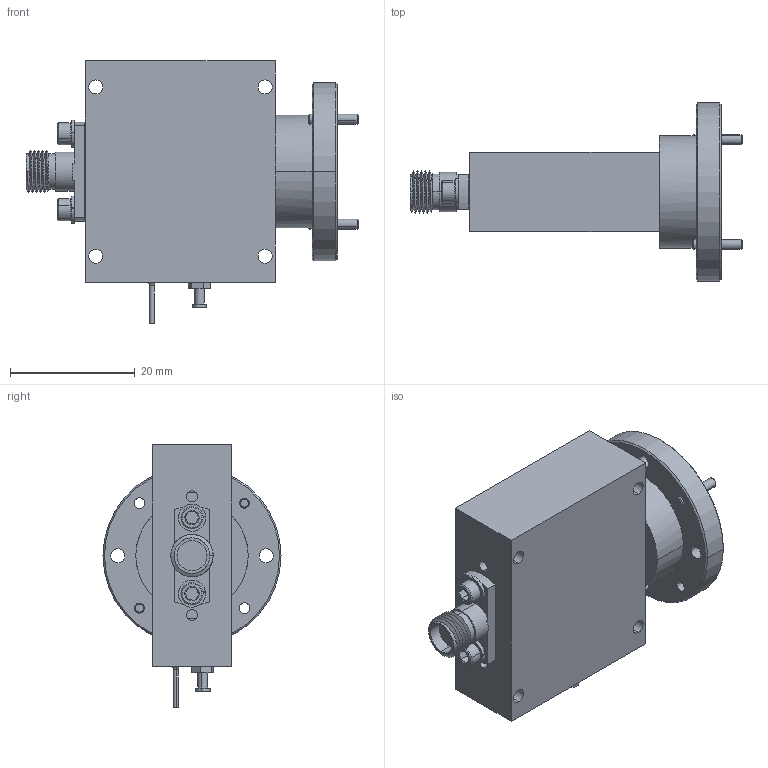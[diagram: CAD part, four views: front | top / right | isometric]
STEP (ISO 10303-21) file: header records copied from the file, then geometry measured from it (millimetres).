
FILE_DESCRIPTION (( 'STEP AP214' ), '1' );
FILE_NAME ('FA-SU-2CW-A, DF.STEP', '2026-01-07T23:25:12', ( '' ), ( '' ), 'SwSTEP 2.0', 'SolidWorks 2021', '' );
FILE_SCHEMA (( 'AUTOMOTIVE_DESIGN' ));
Length unit declared in the file: inch
Products named in the file (1): FA-SU-2CW-A, DF
Bounding box: 53.26 x 28.57 x 42.09 mm (x, y, z)
Volume: 17640 mm3; surface area: 8565.9 mm2
Topology: 6 solids, 7 shells, 424 faces, 1051 edges, 676 vertices
Faces by surface type: plane 178, cylinder 171, cone 70, bspline 3, torus 2
Entity records: 14515 total; most frequent: CARTESIAN_POINT 4247, DIRECTION 2170, ORIENTED_EDGE 2102, EDGE_CURVE 1051, AXIS2_PLACEMENT_3D 855, VERTEX_POINT 676, EDGE_LOOP 493, LINE 460
